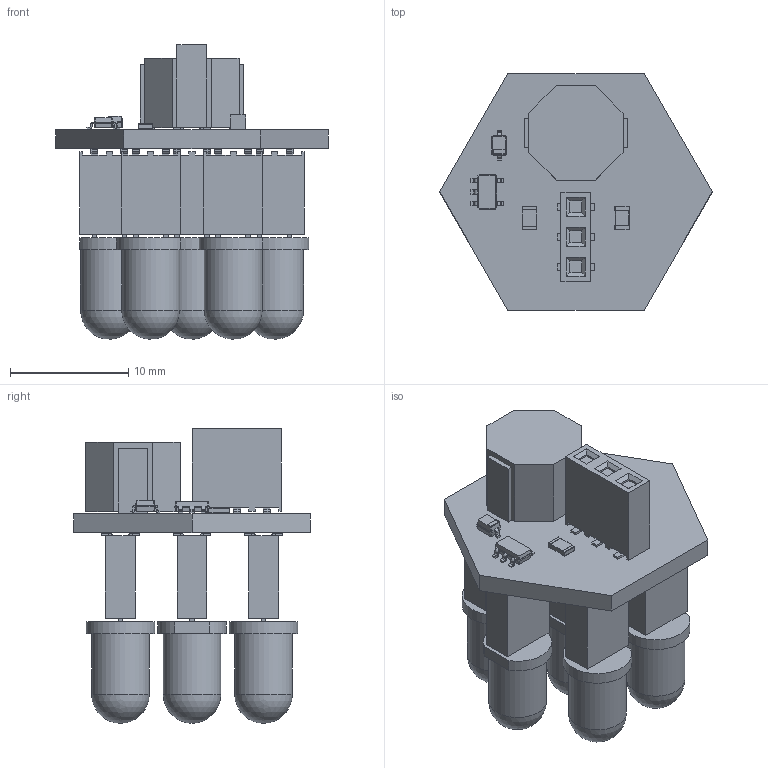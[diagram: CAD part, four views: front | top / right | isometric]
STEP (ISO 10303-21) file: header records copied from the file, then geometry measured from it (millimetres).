
FILE_DESCRIPTION(('KiCad electronic assembly'),'2;1');
FILE_NAME('sevenLEDboard.step','2021-11-12T14:39:54',('An Author'),( 'A Company'),'Open CASCADE STEP processor 6.9', 'KiCad to STEP converter','Unknown');
FILE_SCHEMA(('AUTOMOTIVE_DESIGN { 1 0 10303 214 1 1 1 1 }'));
Length unit declared in the file: millimetre
Products named in the file (18): Open CASCADE STEP translator 6.9 1; TSOT-23-5; SOLID; D_SOD-323; 91601-302LFc; LED_D5.0mm; CDRH8D58; COMPOUND; 91601-303LFc; R_0805_2012Metric; C_0805_2012Metric
Assembly tree (29 placements, depth 3):
  Open CASCADE STEP translator 6.9 1
    TSOT-23-5
      SOLID
    D_SOD-323
      SOLID
    91601-302LFc  x7
      SOLID
    LED_D5.0mm  x7
      SOLID
    CDRH8D58
      COMPOUND
    91601-303LFc
      SOLID
    R_0805_2012Metric
      SOLID
    C_0805_2012Metric
      SOLID
    SOLID
Bounding box: 23.09 x 20 x 24.95 mm (x, y, z)
Volume: 2718 mm3; surface area: 3684.6 mm2
Topology: 23 solids, 23 shells, 1119 faces, 2584 edges, 1579 vertices
Faces by surface type: plane 927, cylinder 130, bspline 55, sphere 7
Full cylindrical faces by diameter (mm): 4.9 x7
Entity records: 31342 total; most frequent: CARTESIAN_POINT 5491, DIRECTION 4381, LINE 3070, VECTOR 3070, ORIENTED_EDGE 2346, PCURVE 2346, DEFINITIONAL_REPRESENTATION 2346, EDGE_CURVE 1173
